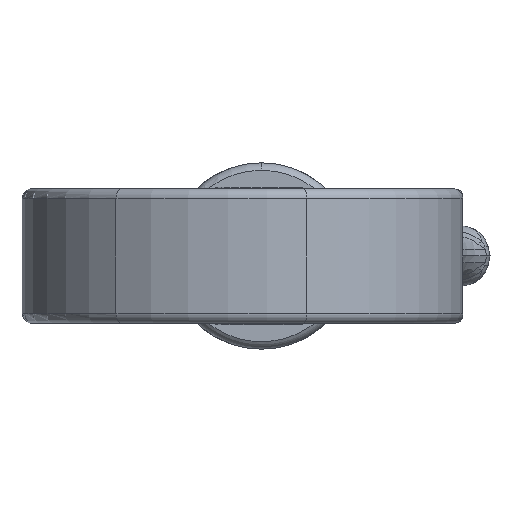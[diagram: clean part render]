
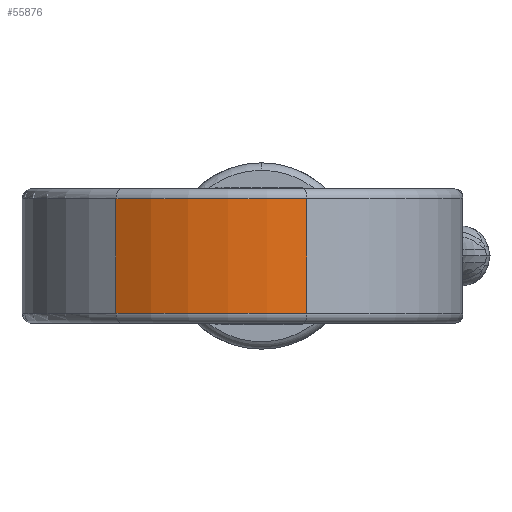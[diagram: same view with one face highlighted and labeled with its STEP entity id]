
A CAD part, front view. The second image highlights one B-rep face of the part: STEP entity #55876.
In plain terms, the highlighted cylindrical face has radius 48.392 mm (diameter 96.785 mm), a partial arc.
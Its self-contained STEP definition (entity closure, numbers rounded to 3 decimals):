
#3149 = VERTEX_POINT ( 'NONE', #74610 ) ;
#7196 = LINE ( 'NONE', #91425, #27541 ) ;
#7637 = CARTESIAN_POINT ( 'NONE',  ( -29.653, -152.739, -11.71 ) ) ;
#15937 = AXIS2_PLACEMENT_3D ( 'NONE', #69511, #44779, #78308 ) ;
#19746 = LINE ( 'NONE', #65198, #51290 ) ;
#23805 = FACE_OUTER_BOUND ( 'NONE', #97010, .T. ) ;
#27541 = VECTOR ( 'NONE', #73808, 1000. ) ;
#36047 = EDGE_CURVE ( 'NONE', #70729, #51672, #19746, .T. ) ;
#37721 = EDGE_CURVE ( 'NONE', #51672, #3149, #51060, .T. ) ;
#37778 = EDGE_CURVE ( 'NONE', #99488, #70729, #45823, .T. ) ;
#44779 = DIRECTION ( 'NONE',  ( 0., 0., 1. ) ) ;
#45823 = CIRCLE ( 'NONE', #102051, 48.392 ) ;
#46378 = CARTESIAN_POINT ( 'NONE',  ( -2.824, -112.465, 11.71 ) ) ;
#46913 = DIRECTION ( 'NONE',  ( 1., 0., 0. ) ) ;
#51060 = CIRCLE ( 'NONE', #15937, 48.392 ) ;
#51290 = VECTOR ( 'NONE', #72931, 1000. ) ;
#51672 = VERTEX_POINT ( 'NONE', #7637 ) ;
#55876 = ADVANCED_FACE ( 'NONE', ( #23805 ), #74958, .T. ) ;
#61874 = EDGE_CURVE ( 'NONE', #99488, #3149, #7196, .T. ) ;
#65056 = CARTESIAN_POINT ( 'NONE',  ( -2.824, -112.465, 74.786 ) ) ;
#65198 = CARTESIAN_POINT ( 'NONE',  ( -29.653, -152.739, 77.275 ) ) ;
#69511 = CARTESIAN_POINT ( 'NONE',  ( -2.824, -112.465, -11.71 ) ) ;
#70729 = VERTEX_POINT ( 'NONE', #87431 ) ;
#72931 = DIRECTION ( 'NONE',  ( 0., 0., -1. ) ) ;
#73011 = AXIS2_PLACEMENT_3D ( 'NONE', #65056, #98115, #89855 ) ;
#73808 = DIRECTION ( 'NONE',  ( 0., 0., -1. ) ) ;
#74610 = CARTESIAN_POINT ( 'NONE',  ( 9.201, -159.339, -11.71 ) ) ;
#74958 = CYLINDRICAL_SURFACE ( 'NONE', #73011, 48.392 ) ;
#78308 = DIRECTION ( 'NONE',  ( 1., 0., 0. ) ) ;
#80471 = DIRECTION ( 'NONE',  ( 0., 0., -1. ) ) ;
#85545 = ORIENTED_EDGE ( 'NONE', *, *, #37721, .T. ) ;
#86946 = CARTESIAN_POINT ( 'NONE',  ( 9.201, -159.339, 11.71 ) ) ;
#87431 = CARTESIAN_POINT ( 'NONE',  ( -29.653, -152.739, 11.71 ) ) ;
#89855 = DIRECTION ( 'NONE',  ( -1., 0., 0. ) ) ;
#91425 = CARTESIAN_POINT ( 'NONE',  ( 9.201, -159.339, 74.786 ) ) ;
#92985 = ORIENTED_EDGE ( 'NONE', *, *, #36047, .T. ) ;
#97010 = EDGE_LOOP ( 'NONE', ( #101482, #98601, #92985, #85545 ) ) ;
#98115 = DIRECTION ( 'NONE',  ( 0., 0., -1. ) ) ;
#98601 = ORIENTED_EDGE ( 'NONE', *, *, #37778, .T. ) ;
#99488 = VERTEX_POINT ( 'NONE', #86946 ) ;
#101482 = ORIENTED_EDGE ( 'NONE', *, *, #61874, .F. ) ;
#102051 = AXIS2_PLACEMENT_3D ( 'NONE', #46378, #80471, #46913 ) ;
